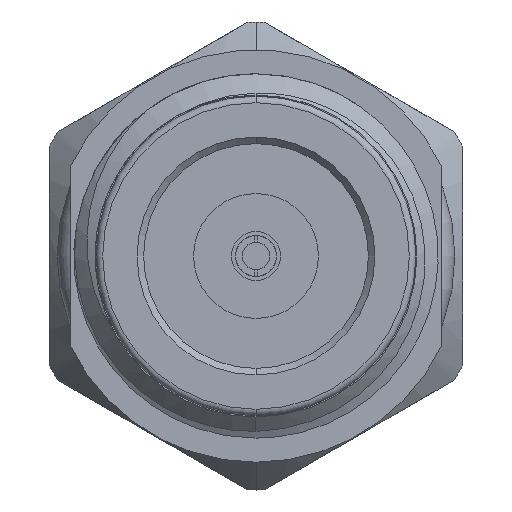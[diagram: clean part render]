
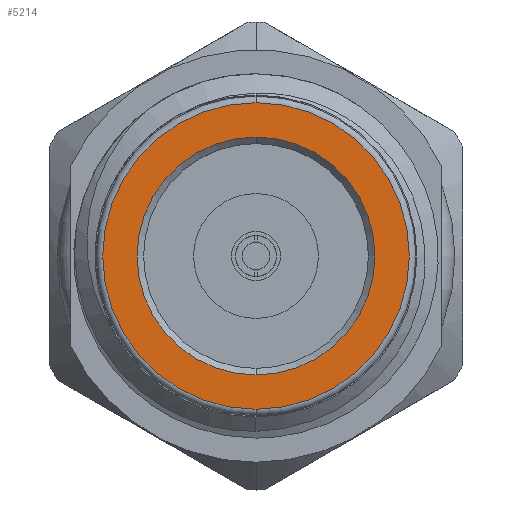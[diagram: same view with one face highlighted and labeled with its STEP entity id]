
A CAD part, front view. The second image highlights one B-rep face of the part: STEP entity #5214.
In plain terms, the highlighted planar face has unit normal (0, -1, 0).
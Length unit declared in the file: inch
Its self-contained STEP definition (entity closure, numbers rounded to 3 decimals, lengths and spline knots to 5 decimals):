
#35 = CARTESIAN_POINT ( 'NONE',  ( 0., -0.34, 0. ) ) ;
#138 = DIRECTION ( 'NONE',  ( 0., 0., -1. ) ) ;
#375 = CARTESIAN_POINT ( 'NONE',  ( 0., -0.34, -0.11595 ) ) ;
#535 = EDGE_LOOP ( 'NONE', ( #5139, #1309 ) ) ;
#562 = CARTESIAN_POINT ( 'NONE',  ( 0., -0.34, 0.11595 ) ) ;
#756 = PLANE ( 'NONE',  #3833 ) ;
#800 = ORIENTED_EDGE ( 'NONE', *, *, #2126, .T. ) ;
#966 = AXIS2_PLACEMENT_3D ( 'NONE', #2261, #2850, #2917 ) ;
#1103 = VERTEX_POINT ( 'NONE', #2191 ) ;
#1197 = DIRECTION ( 'NONE',  ( 0., 0., -1. ) ) ;
#1247 = CIRCLE ( 'NONE', #1605, 0.09 ) ;
#1309 = ORIENTED_EDGE ( 'NONE', *, *, #2347, .F. ) ;
#1401 = DIRECTION ( 'NONE',  ( 0., -1., 0. ) ) ;
#1425 = AXIS2_PLACEMENT_3D ( 'NONE', #35, #5169, #138 ) ;
#1605 = AXIS2_PLACEMENT_3D ( 'NONE', #4824, #1401, #2066 ) ;
#1711 = DIRECTION ( 'NONE',  ( 0., 0., -1. ) ) ;
#2066 = DIRECTION ( 'NONE',  ( 0., 0., -1. ) ) ;
#2126 = EDGE_CURVE ( 'NONE', #4442, #4223, #5069, .T. ) ;
#2191 = CARTESIAN_POINT ( 'NONE',  ( 0., -0.34, -0.09 ) ) ;
#2261 = CARTESIAN_POINT ( 'NONE',  ( 0., -0.34, 0. ) ) ;
#2300 = FACE_OUTER_BOUND ( 'NONE', #5712, .T. ) ;
#2347 = EDGE_CURVE ( 'NONE', #3114, #1103, #4838, .T. ) ;
#2850 = DIRECTION ( 'NONE',  ( 0., -1., 0. ) ) ;
#2917 = DIRECTION ( 'NONE',  ( 0., 0., -1. ) ) ;
#3022 = DIRECTION ( 'NONE',  ( 0., -1., 0. ) ) ;
#3114 = VERTEX_POINT ( 'NONE', #5375 ) ;
#3193 = CIRCLE ( 'NONE', #966, 0.11595 ) ;
#3475 = DIRECTION ( 'NONE',  ( 0., -1., 0. ) ) ;
#3653 = EDGE_CURVE ( 'NONE', #4223, #4442, #3193, .T. ) ;
#3833 = AXIS2_PLACEMENT_3D ( 'NONE', #6353, #3475, #1197 ) ;
#4223 = VERTEX_POINT ( 'NONE', #562 ) ;
#4426 = EDGE_CURVE ( 'NONE', #1103, #3114, #1247, .T. ) ;
#4442 = VERTEX_POINT ( 'NONE', #375 ) ;
#4598 = AXIS2_PLACEMENT_3D ( 'NONE', #5572, #3022, #1711 ) ;
#4824 = CARTESIAN_POINT ( 'NONE',  ( 0., -0.34, 0. ) ) ;
#4838 = CIRCLE ( 'NONE', #4598, 0.09 ) ;
#5069 = CIRCLE ( 'NONE', #1425, 0.11595 ) ;
#5139 = ORIENTED_EDGE ( 'NONE', *, *, #4426, .F. ) ;
#5169 = DIRECTION ( 'NONE',  ( 0., -1., 0. ) ) ;
#5214 = ADVANCED_FACE ( 'NONE', ( #6390, #2300 ), #756, .T. ) ;
#5375 = CARTESIAN_POINT ( 'NONE',  ( 0., -0.34, 0.09 ) ) ;
#5572 = CARTESIAN_POINT ( 'NONE',  ( 0., -0.34, 0. ) ) ;
#5712 = EDGE_LOOP ( 'NONE', ( #800, #5994 ) ) ;
#5994 = ORIENTED_EDGE ( 'NONE', *, *, #3653, .T. ) ;
#6353 = CARTESIAN_POINT ( 'NONE',  ( 0., -0.34, 0. ) ) ;
#6390 = FACE_BOUND ( 'NONE', #535, .T. ) ;
